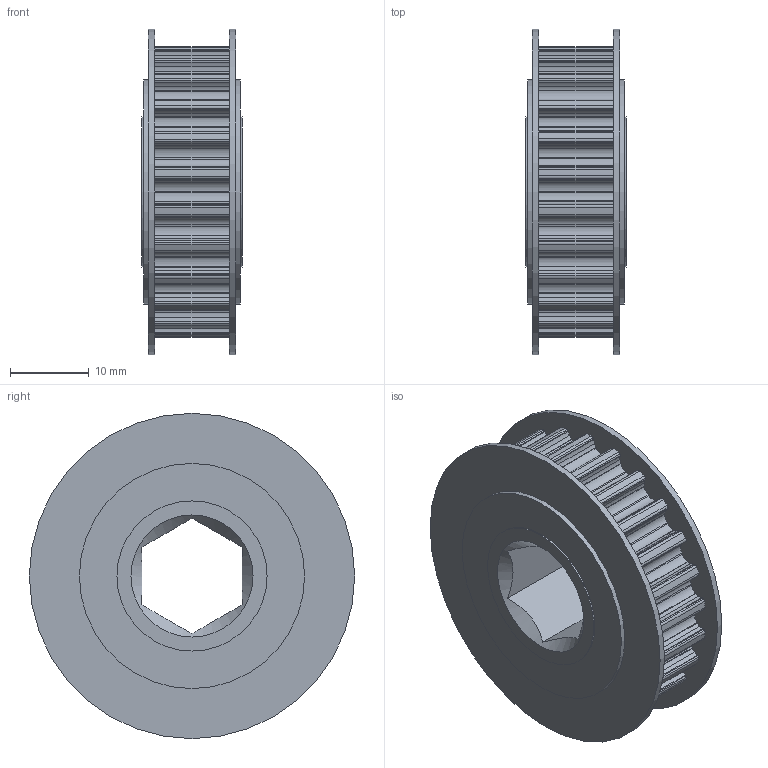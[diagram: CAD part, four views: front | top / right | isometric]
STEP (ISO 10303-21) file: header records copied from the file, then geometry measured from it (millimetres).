
FILE_DESCRIPTION (( 'STEP AP214' ), '1' );
FILE_NAME ('am-4625 24T 5mm HTD 500IN Hex Bore Pulley.STEP', '2021-12-01T15:41:51', ( '' ), ( '' ), 'SwSTEP 2.0', 'SolidWorks 2021', '' );
FILE_SCHEMA (( 'AUTOMOTIVE_DESIGN' ));
Length unit declared in the file: inch
Products named in the file (1): am-4625 24T 5mm HTD 500IN Hex Bore Pulley
Bounding box: 12.7 x 41.27 x 41.27 mm (x, y, z)
Volume: 10194.2 mm3; surface area: 7146.3 mm2
Topology: 3 solids, 3 shells, 410 faces, 1201 edges, 801 vertices
Faces by surface type: cylinder 368, plane 40, cone 2
Full cylindrical faces by diameter (mm): 19.05 x2, 28.575 x4, 41.275 x2
Entity records: 19494 total; most frequent: DIRECTION 2736, CARTESIAN_POINT 2537, ORIENTED_EDGE 2376, EDGE_CURVE 1188, AXIS2_PLACEMENT_3D 1149, VERTEX_POINT 798, CIRCLE 738, LINE 438
